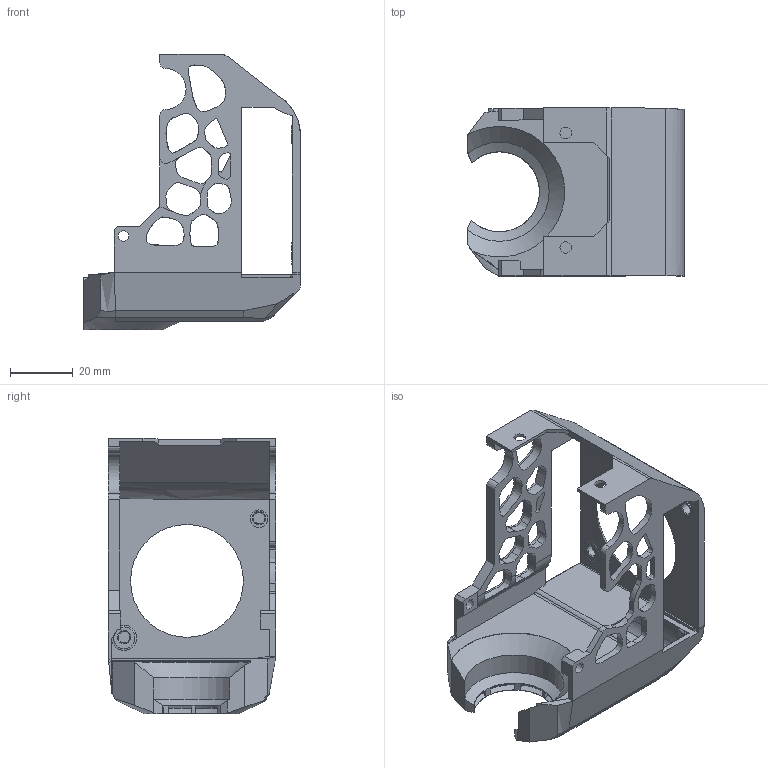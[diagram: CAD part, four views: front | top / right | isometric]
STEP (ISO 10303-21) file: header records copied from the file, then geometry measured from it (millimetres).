
FILE_DESCRIPTION(/* description */ ('','CAx-IF Rec.Pracs.---Representation and Presentation of Product Manufacturing Information (PMI)---4.0---2014-10-13'),/* implementation_level */ '2;1');
FILE_NAME(/* name */ 'BootyBurner_5015_stock_gantry.step',/* time_stamp */ '2025-02-01T21:17:11+02:00',/* author */ (''),/* organization */ (''),/* preprocessor_version */ 'ST-DEVELOPER v20',/* originating_system */ 'Autodesk Translation Framework v13.20.0.188',/* authorisation */ '');
FILE_SCHEMA (('AP242_MANAGED_MODEL_BASED_3D_ENGINEERING_MIM_LF { 1 0 10303 442 1 1 4 }'));
Length unit declared in the file: millimetre
Products named in the file (1): BootyBurner_5015_stock_gantry
Bounding box: 69.1 x 53.5 x 87.9 mm (x, y, z)
Volume: 31435.2 mm3; surface area: 30585.2 mm2
Topology: 1 solids, 1 shells, 352 faces, 1011 edges, 647 vertices
Faces by surface type: bspline 143, plane 109, cylinder 68, cone 23, torus 9
Full cylindrical faces by diameter (mm): 3.4 x2, 3.65 x2, 3.7 x2, 5.6 x1
Entity records: 18958 total; most frequent: CARTESIAN_POINT 10629, ORIENTED_EDGE 2016, DIRECTION 1270, EDGE_CURVE 1008, VERTEX_POINT 648, LINE 478, VECTOR 478, EDGE_LOOP 400
